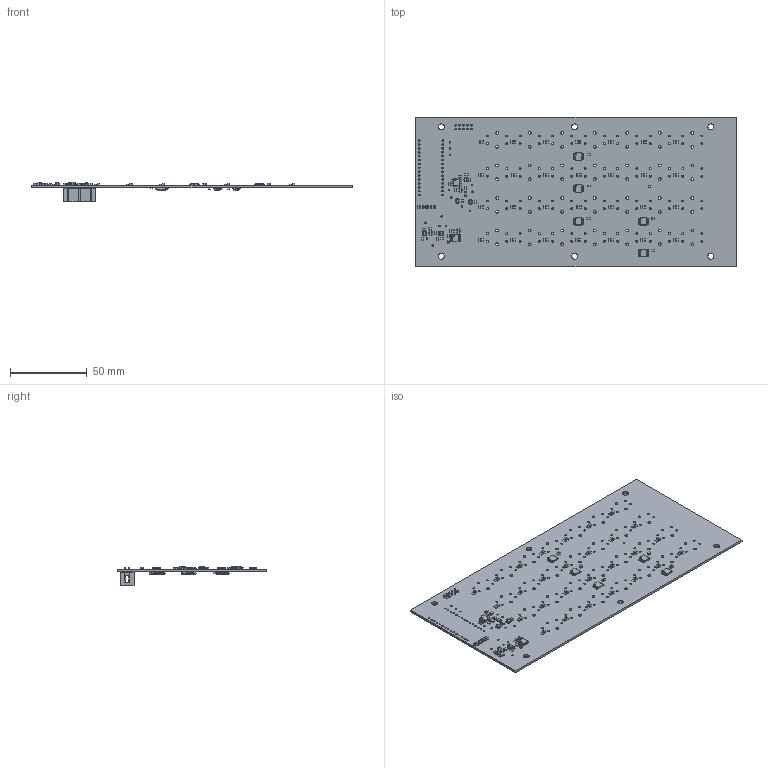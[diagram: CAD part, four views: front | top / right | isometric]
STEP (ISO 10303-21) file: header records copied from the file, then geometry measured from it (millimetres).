
FILE_DESCRIPTION(('KiCad electronic assembly'),'2;1');
FILE_NAME('keypad.step','2025-06-01T13:12:54',('Pcbnew'),('Kicad'), 'Open CASCADE STEP processor 7.8','KiCad to STEP converter','Unknown' );
FILE_SCHEMA(('AUTOMOTIVE_DESIGN { 1 0 10303 214 1 1 1 1 }'));
Length unit declared in the file: millimetre
Products named in the file (17): keypad 1; C_0805_2012Metric; R_0805_2012Metric; SOIC-8_3.9x4.9mm_P1.27mm; SOT-23; SN74LVC2G14DBVR; SN74HC14PWR; SC-74A-5_1.55x2.9mm_P0.95mm; LED_1206_3216Metric; SSOP-24_5.3x8.2mm_P0.65mm; SN74HCS4075DR; BODY-SO; LEAD-SO; PIN1-ID; SOT-353_SC-70-5; IDC-Header_2x05_P2.54mm_Vertical; keypad_PCB
Assembly tree (139 placements, depth 3):
  keypad 1
    C_0805_2012Metric  x55
    R_0805_2012Metric  x43
    SOIC-8_3.9x4.9mm_P1.27mm  x2
    SOT-23  x4
    SN74LVC2G14DBVR  x4
    SN74HC14PWR  x5
    SC-74A-5_1.55x2.9mm_P0.95mm
    LED_1206_3216Metric
    SSOP-24_5.3x8.2mm_P0.65mm  x2
    SN74HCS4075DR  x3
      BODY-SO
      LEAD-SO
      PIN1-ID
    SOT-353_SC-70-5
    IDC-Header_2x05_P2.54mm_Vertical
    keypad_PCB
Bounding box: 209 x 97.3 x 12.53 mm (x, y, z)
Volume: 31671 mm3; surface area: 46235.4 mm2
Topology: 268 solids, 268 shells, 7136 faces, 18256 edges, 11771 vertices
Faces by surface type: plane 4441, cylinder 2328, bspline 305, sphere 62
Full cylindrical faces by diameter (mm): 0.5 x2, 0.6 x2, 1 x62, 1.2 x112, 1.8 x56, 3.9 x6
Entity records: 64885 total; most frequent: CARTESIAN_POINT 10541, ORIENTED_EDGE 9244, DIRECTION 9159, EDGE_CURVE 4622, LINE 3283, VECTOR 3283, AXIS2_PLACEMENT_3D 2938, VERTEX_POINT 2925
